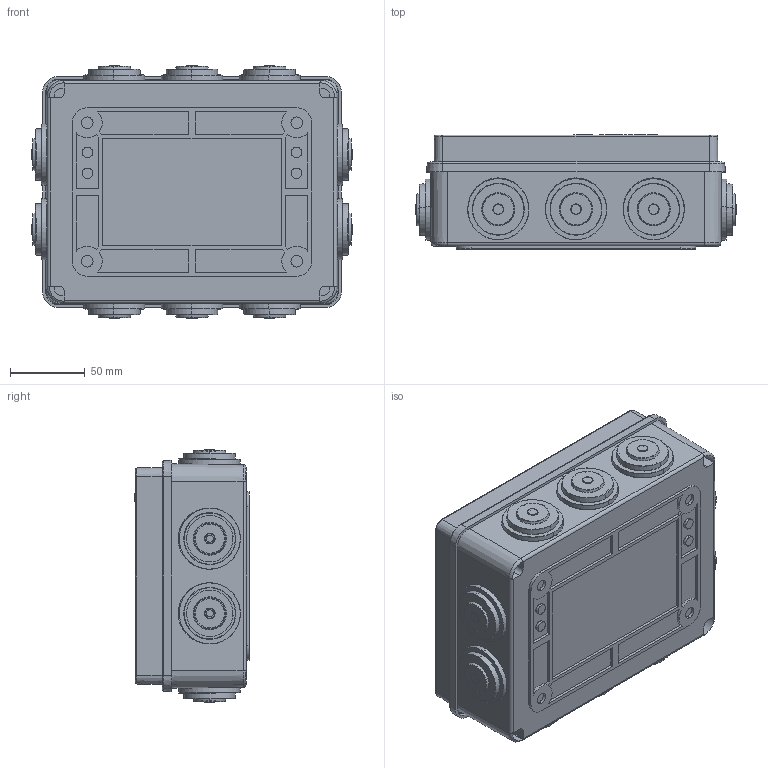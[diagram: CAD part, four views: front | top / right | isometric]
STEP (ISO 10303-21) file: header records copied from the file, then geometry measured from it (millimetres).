
FILE_DESCRIPTION (( 'STEP AP214' ), '1' );
FILE_NAME ('IP65 Electrical Enclosure, 200 mm x 155 mm x 80 mm.STEP', '2021-02-22T02:56:22', ( '' ), ( '' ), 'SwSTEP 2.0', 'SolidWorks 2018', '' );
FILE_SCHEMA (( 'AUTOMOTIVE_DESIGN' ));
Length unit declared in the file: millimetre
Products named in the file (6): cross ph tapping 968_din_Screw DIN 968-ST2.9x13-C-H-N; O-Ring, IP65 Electrical Enclosure, 200 mm x 155 mm x 80 mm; Enclosure, IP65 Electrical Enclosure, 200 mm x 155 mm x 80 mm; IP65 Electrical Enclosure, 200 mm x 155 mm x 80 mm; Enclosure Cover, IP65 Electrical Enclosure, 200 mm x 155 mm x 80 mm; Grommet, IP65 Electrical Enclosure, 200 mm x 155 mm x 80 mm
Assembly tree (17 placements, depth 2):
  IP65 Electrical Enclosure, 200 mm x 155 mm x 80 mm
    Enclosure, IP65 Electrical Enclosure, 200 mm x 155 mm x 80 mm
    Enclosure Cover, IP65 Electrical Enclosure, 200 mm x 155 mm x 80 mm
    Grommet, IP65 Electrical Enclosure, 200 mm x 155 mm x 80 mm  x10
    O-Ring, IP65 Electrical Enclosure, 200 mm x 155 mm x 80 mm
    cross ph tapping 968_din_Screw DIN 968-ST2.9x13-C-H-N  x4
Bounding box: 214.33 x 76.3 x 169.33 mm (x, y, z)
Volume: 245113.2 mm3; surface area: 290362.6 mm2
Topology: 17 solids, 17 shells, 1530 faces, 3550 edges, 2206 vertices
Faces by surface type: plane 492, torus 420, cylinder 275, cone 184, bspline 151, sphere 8
Entity records: 35584 total; most frequent: CARTESIAN_POINT 16353, ORIENTED_EDGE 4104, DIRECTION 3579, EDGE_CURVE 2052, VERTEX_POINT 1333, AXIS2_PLACEMENT_3D 1265, LINE 1049, VECTOR 1049
